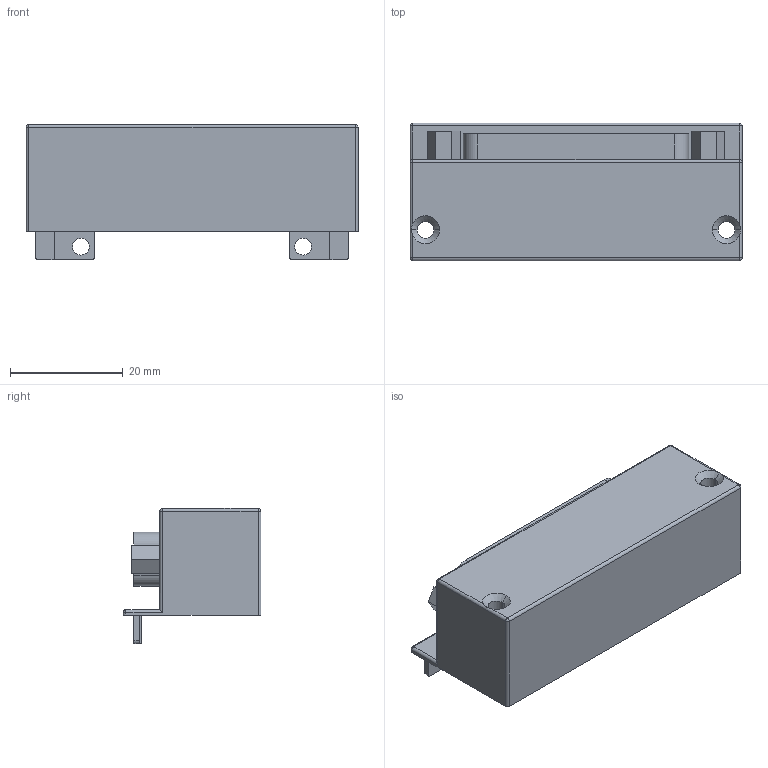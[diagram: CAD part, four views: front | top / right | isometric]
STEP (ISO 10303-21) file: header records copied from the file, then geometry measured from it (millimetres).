
FILE_DESCRIPTION (( 'STEP AP203' ), '1' );
FILE_NAME ('MCS200-JM.STEP', '2020-04-09T01:52:35', ( 'user' ), ( '' ), 'SwSTEP 2.0', 'SolidWorks 2008', '' );
FILE_SCHEMA (( 'CONFIG_CONTROL_DESIGN' ));
Length unit declared in the file: millimetre
Products named in the file (1): MCS200-JM
Bounding box: 59 x 24.5 x 24 mm (x, y, z)
Volume: 20322 mm3; surface area: 7965.3 mm2
Topology: 1 solids, 1 shells, 170 faces, 468 edges, 300 vertices
Faces by surface type: cylinder 87, plane 48, sphere 31, cone 4
Entity records: 4918 total; most frequent: DIRECTION 897, CARTESIAN_POINT 834, ORIENTED_EDGE 774, EDGE_CURVE 387, AXIS2_PLACEMENT_3D 345, VERTEX_POINT 250, EDGE_LOOP 209, LINE 207
